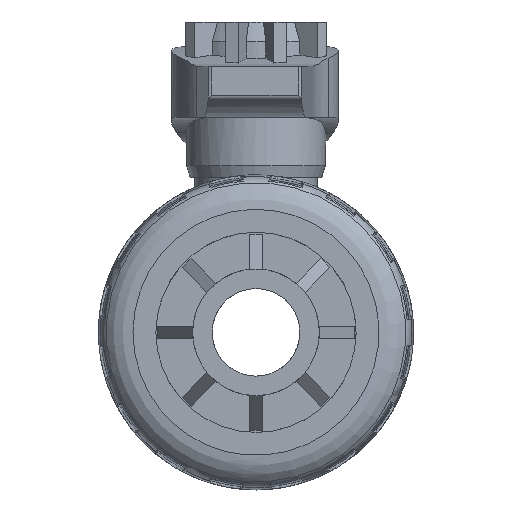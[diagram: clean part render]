
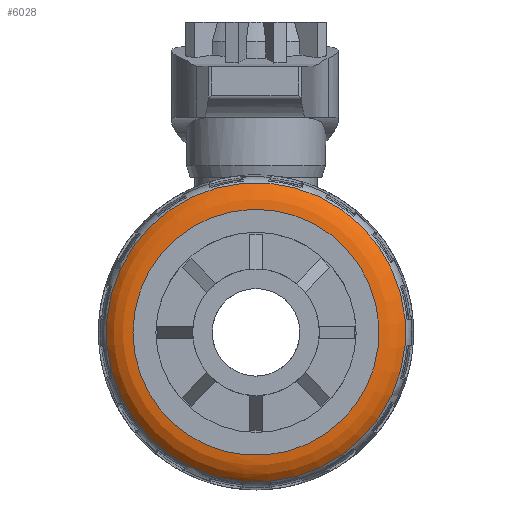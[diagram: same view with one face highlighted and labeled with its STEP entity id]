
A CAD part, front view. The second image highlights one B-rep face of the part: STEP entity #6028.
In plain terms, the highlighted toroidal (fillet/blend) face has major radius 24.579 mm and minor radius 7 mm.
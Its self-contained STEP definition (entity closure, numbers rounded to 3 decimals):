
#1246=FACE_OUTER_BOUND($,#1663,.T.);
#1520=TOROIDAL_SURFACE($,#6641,24.579,7.);
#1538=FACE_BOUND($,#1664,.T.);
#1663=EDGE_LOOP($,(#4367));
#1664=EDGE_LOOP($,(#4368));
#2073=CIRCLE($,#6540,29.894);
#2098=CIRCLE($,#6639,24.579);
#2438=VERTEX_POINT($,#9903);
#2503=VERTEX_POINT($,#10179);
#3134=EDGE_CURVE($,#2438,#2438,#2073,.T.);
#3239=EDGE_CURVE($,#2503,#2503,#2098,.T.);
#4367=ORIENTED_EDGE($,*,*,#3134,.F.);
#4368=ORIENTED_EDGE($,*,*,#3239,.F.);
#6028=ADVANCED_FACE($,(#1246,#1538),#1520,.T.);
#6540=AXIS2_PLACEMENT_3D($,#9904,#7594,#7595);
#6639=AXIS2_PLACEMENT_3D($,#10180,#7808,#7809);
#6641=AXIS2_PLACEMENT_3D($,#10183,#7812,#7813);
#7594=DIRECTION('center_axis',(0.,1.,0.));
#7595=DIRECTION('ref_axis',(-0.707,0.,-0.707));
#7808=DIRECTION('center_axis',(0.,-1.,0.));
#7809=DIRECTION('ref_axis',(0.,0.,-1.));
#7812=DIRECTION('center_axis',(0.,-1.,0.));
#7813=DIRECTION('ref_axis',(0.,0.,-1.));
#9903=CARTESIAN_POINT('',(21.139,-15.454,21.139));
#9904=CARTESIAN_POINT('Origin',(0.,-15.454,0.));
#10179=CARTESIAN_POINT('',(-24.579,-17.9,0.));
#10180=CARTESIAN_POINT('Origin',(0.,-17.9,0.));
#10183=CARTESIAN_POINT('Origin',(0.,-10.9,0.));
